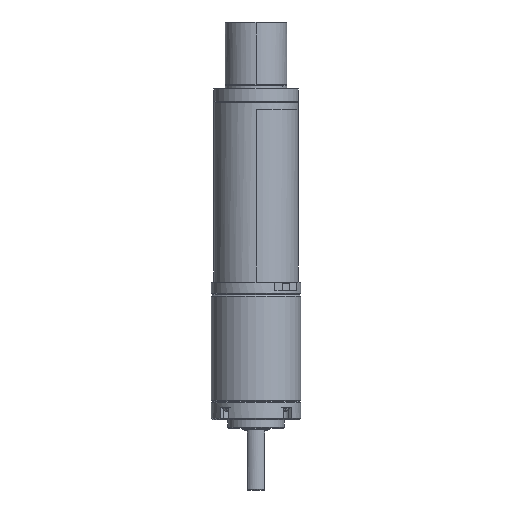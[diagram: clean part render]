
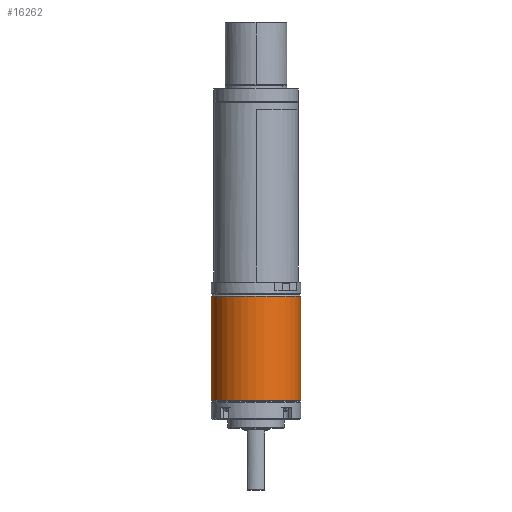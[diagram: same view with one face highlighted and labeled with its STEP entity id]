
A CAD part, left-side view. The second image highlights one B-rep face of the part: STEP entity #16262.
In plain terms, the highlighted cylindrical face has radius 16 mm (diameter 32 mm), a partial arc.
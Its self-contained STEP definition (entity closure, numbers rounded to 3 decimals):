
#306=DIRECTION('',(0.,0.,-1.));
#307=VECTOR('',#306,37.);
#308=CARTESIAN_POINT('',(0.,16.,-6.4));
#309=LINE('',#308,#307);
#310=DIRECTION('',(0.,0.,-1.));
#311=VECTOR('',#310,37.);
#312=CARTESIAN_POINT('',(0.,-16.,-6.4));
#313=LINE('',#312,#311);
#319=CARTESIAN_POINT('',(0.,0.,-6.4));
#320=DIRECTION('',(0.,0.,1.));
#321=DIRECTION('',(0.,1.,0.));
#322=AXIS2_PLACEMENT_3D('',#319,#320,#321);
#324=CARTESIAN_POINT('',(0.,0.,-43.4));
#325=DIRECTION('',(0.,0.,1.));
#326=DIRECTION('',(0.,1.,0.));
#327=AXIS2_PLACEMENT_3D('',#324,#325,#326);
#15366=CARTESIAN_POINT('',(0.,16.,-6.4));
#15367=CARTESIAN_POINT('',(0.,16.,-43.4));
#15368=VERTEX_POINT('',#15366);
#15369=VERTEX_POINT('',#15367);
#15378=CARTESIAN_POINT('',(0.,-16.,-6.4));
#15379=CARTESIAN_POINT('',(0.,-16.,-43.4));
#15380=VERTEX_POINT('',#15378);
#15381=VERTEX_POINT('',#15379);
#16250=CARTESIAN_POINT('',(0.,0.,-79.1));
#16251=DIRECTION('',(0.,0.,1.));
#16252=DIRECTION('',(0.,-1.,0.));
#16253=AXIS2_PLACEMENT_3D('',#16250,#16251,#16252);
#16254=CYLINDRICAL_SURFACE('',#16253,16.);
#16255=ORIENTED_EDGE('',*,*,#16240,.F.);
#16256=ORIENTED_EDGE('',*,*,#16200,.T.);
#16257=ORIENTED_EDGE('',*,*,#16244,.T.);
#16259=ORIENTED_EDGE('',*,*,#16258,.F.);
#16260=EDGE_LOOP('',(#16255,#16256,#16257,#16259));
#16261=FACE_OUTER_BOUND('',#16260,.F.);
#16262=ADVANCED_FACE('',(#16261),#16254,.T.);
#323=CIRCLE('',#322,16.);
#328=CIRCLE('',#327,16.);
#16200=EDGE_CURVE('',#15368,#15380,#323,.T.);
#16240=EDGE_CURVE('',#15368,#15369,#309,.T.);
#16244=EDGE_CURVE('',#15380,#15381,#313,.T.);
#16258=EDGE_CURVE('',#15369,#15381,#328,.T.);
